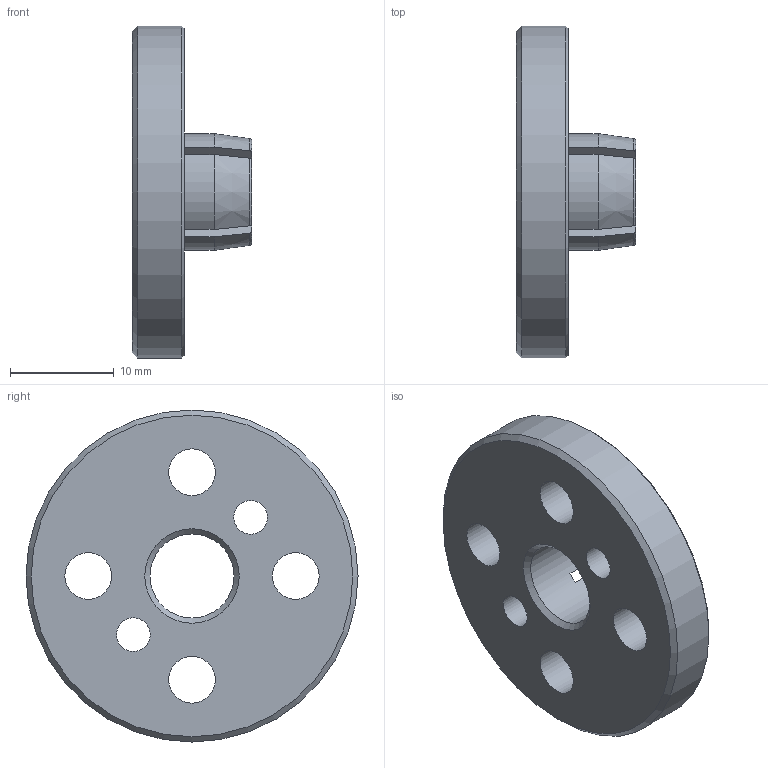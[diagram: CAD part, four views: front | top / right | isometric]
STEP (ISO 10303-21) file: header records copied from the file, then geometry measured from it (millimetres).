
FILE_DESCRIPTION(/* description */ ('www.basicairdata.eu'),/* implementation_level */ '2;1');
FILE_NAME(/* name */ 'FF-8-003 - Locking Device.stp',/* time_stamp */ '2015-05-18T17:38:49+02:00',/* author */ ('GC'),/* organization */ ('BasicAirData'),/* preprocessor_version */ 'ST-DEVELOPER v16.1',/* originating_system */ 'Autodesk Inventor 2016',/* authorisation */ '');
FILE_SCHEMA (('AUTOMOTIVE_DESIGN { 1 0 10303 214 3 1 1 }'));
Length unit declared in the file: millimetre
Products named in the file (1): FF-8-003 - Locking Device
Bounding box: 11.5 x 32 x 32 mm (x, y, z)
Volume: 3586.1 mm3; surface area: 2703.1 mm2
Topology: 1 solids, 1 shells, 41 faces, 120 edges, 81 vertices
Faces by surface type: plane 14, cylinder 12, cone 11, torus 4
Full cylindrical faces by diameter (mm): 3.242 x2, 4.5 x4, 8.1 x1, 32 x1
Entity records: 1362 total; most frequent: CARTESIAN_POINT 314, DIRECTION 212, ORIENTED_EDGE 204, EDGE_CURVE 102, AXIS2_PLACEMENT_3D 88, VERTEX_POINT 74, EDGE_LOOP 66, CIRCLE 46
